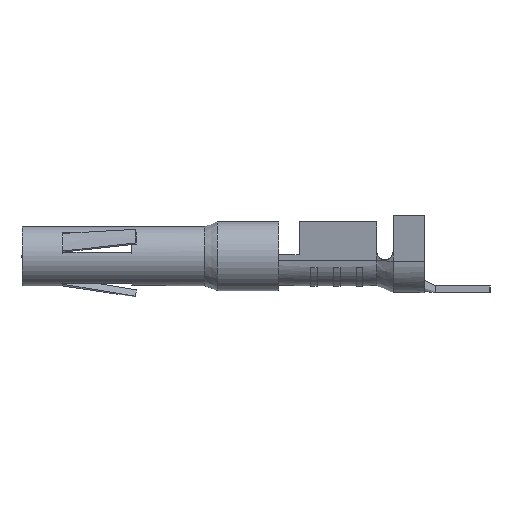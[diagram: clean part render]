
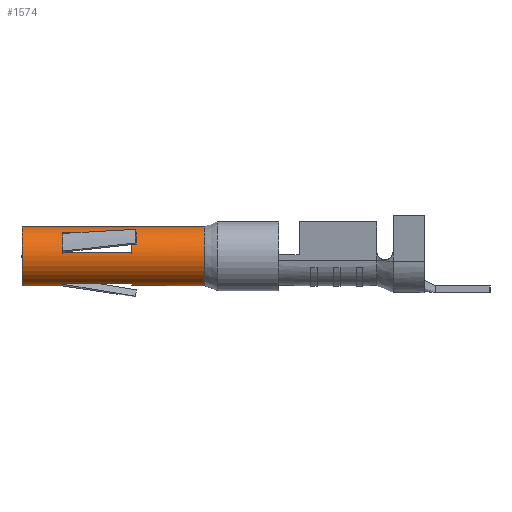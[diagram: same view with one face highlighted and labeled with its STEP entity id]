
A CAD part, left-side view. The second image highlights one B-rep face of the part: STEP entity #1574.
In plain terms, the highlighted cylindrical face has radius 1.3 mm (diameter 2.6 mm), a full revolution.
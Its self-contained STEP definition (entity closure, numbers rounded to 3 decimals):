
#61=FACE_BOUND('',#2563,.T.);
#62=FACE_BOUND('',#2564,.T.);
#63=FACE_BOUND('',#2565,.T.);
#64=FACE_BOUND('',#2566,.T.);
#65=FACE_BOUND('',#2567,.T.);
#205=CYLINDRICAL_SURFACE('',#6898,1.3);
#436=LINE('',#9802,#1042);
#439=LINE('',#9811,#1045);
#445=LINE('',#9832,#1051);
#447=LINE('',#9835,#1053);
#452=LINE('',#9850,#1058);
#455=LINE('',#9859,#1061);
#1042=VECTOR('',#7819,1.);
#1045=VECTOR('',#7830,1.);
#1051=VECTOR('',#7850,1.);
#1053=VECTOR('',#7854,1.);
#1058=VECTOR('',#7867,1.);
#1061=VECTOR('',#7878,1.);
#1574=ADVANCED_FACE('',(#61,#62,#63,#64,#65),#205,.T.);
#2563=EDGE_LOOP('',(#3657,#3658,#3659,#3660,#3661,#3662));
#2564=EDGE_LOOP('',(#3663,#3664,#3665,#3666,#3667,#3668));
#2565=EDGE_LOOP('',(#3669,#3670,#3671,#3672,#3673,#3674));
#2566=EDGE_LOOP('',(#3675));
#2567=EDGE_LOOP('',(#3676));
#2895=CIRCLE('',#6831,1.3);
#2899=CIRCLE('',#6840,1.3);
#2903=CIRCLE('',#6849,1.3);
#2906=CIRCLE('',#6854,1.3);
#2907=CIRCLE('',#6857,1.3);
#2909=CIRCLE('',#6861,1.3);
#2912=CIRCLE('',#6865,1.3);
#2914=CIRCLE('',#6870,1.3);
#2915=CIRCLE('',#6873,1.3);
#2920=CIRCLE('',#6882,1.3);
#2923=CIRCLE('',#6886,1.3);
#2928=CIRCLE('',#6895,1.3);
#2929=CIRCLE('',#6896,1.3);
#2930=CIRCLE('',#6897,1.3);
#3657=ORIENTED_EDGE('',*,*,#5899,.T.);
#3658=ORIENTED_EDGE('',*,*,#5878,.T.);
#3659=ORIENTED_EDGE('',*,*,#5939,.T.);
#3660=ORIENTED_EDGE('',*,*,#5903,.T.);
#3661=ORIENTED_EDGE('',*,*,#5895,.T.);
#3662=ORIENTED_EDGE('',*,*,#5898,.T.);
#3663=ORIENTED_EDGE('',*,*,#5910,.T.);
#3664=ORIENTED_EDGE('',*,*,#5915,.T.);
#3665=ORIENTED_EDGE('',*,*,#5904,.T.);
#3666=ORIENTED_EDGE('',*,*,#5866,.T.);
#3667=ORIENTED_EDGE('',*,*,#5940,.T.);
#3668=ORIENTED_EDGE('',*,*,#5913,.T.);
#3669=ORIENTED_EDGE('',*,*,#5923,.T.);
#3670=ORIENTED_EDGE('',*,*,#5890,.F.);
#3671=ORIENTED_EDGE('',*,*,#5941,.T.);
#3672=ORIENTED_EDGE('',*,*,#5927,.T.);
#3673=ORIENTED_EDGE('',*,*,#5919,.T.);
#3674=ORIENTED_EDGE('',*,*,#5922,.T.);
#3675=ORIENTED_EDGE('',*,*,#5934,.F.);
#3676=ORIENTED_EDGE('',*,*,#5931,.T.);
#5155=VERTEX_POINT('',#9655);
#5160=VERTEX_POINT('',#9678);
#5163=VERTEX_POINT('',#9704);
#5168=VERTEX_POINT('',#9727);
#5171=VERTEX_POINT('',#9753);
#5176=VERTEX_POINT('',#9776);
#5177=VERTEX_POINT('',#9790);
#5180=VERTEX_POINT('',#9795);
#5182=VERTEX_POINT('',#9801);
#5183=VERTEX_POINT('',#9808);
#5185=VERTEX_POINT('',#9814);
#5187=VERTEX_POINT('',#9820);
#5190=VERTEX_POINT('',#9825);
#5191=VERTEX_POINT('',#9829);
#5194=VERTEX_POINT('',#9839);
#5196=VERTEX_POINT('',#9843);
#5198=VERTEX_POINT('',#9849);
#5200=VERTEX_POINT('',#9857);
#5203=VERTEX_POINT('',#9869);
#5206=VERTEX_POINT('',#9876);
#5866=EDGE_CURVE('',#5155,#5160,#2895,.T.);
#5878=EDGE_CURVE('',#5163,#5168,#2899,.T.);
#5890=EDGE_CURVE('',#5176,#5171,#2903,.T.);
#5895=EDGE_CURVE('',#5177,#5180,#2906,.T.);
#5898=EDGE_CURVE('',#5180,#5182,#436,.T.);
#5899=EDGE_CURVE('',#5182,#5163,#2907,.T.);
#5903=EDGE_CURVE('',#5183,#5177,#439,.T.);
#5904=EDGE_CURVE('',#5185,#5155,#2909,.T.);
#5910=EDGE_CURVE('',#5187,#5190,#2912,.T.);
#5913=EDGE_CURVE('',#5191,#5187,#445,.T.);
#5915=EDGE_CURVE('',#5190,#5185,#447,.T.);
#5919=EDGE_CURVE('',#5194,#5196,#2914,.T.);
#5922=EDGE_CURVE('',#5196,#5198,#452,.T.);
#5923=EDGE_CURVE('',#5198,#5171,#2915,.T.);
#5927=EDGE_CURVE('',#5200,#5194,#455,.T.);
#5931=EDGE_CURVE('',#5203,#5203,#2920,.T.);
#5934=EDGE_CURVE('',#5206,#5206,#2923,.T.);
#5939=EDGE_CURVE('',#5168,#5183,#2928,.T.);
#5940=EDGE_CURVE('',#5160,#5191,#2929,.T.);
#5941=EDGE_CURVE('',#5176,#5200,#2930,.T.);
#6831=AXIS2_PLACEMENT_3D('',#9687,#7761,#7762);
#6840=AXIS2_PLACEMENT_3D('',#9736,#7781,#7782);
#6849=AXIS2_PLACEMENT_3D('',#9785,#7801,#7802);
#6854=AXIS2_PLACEMENT_3D('',#9796,#7813,#7814);
#6857=AXIS2_PLACEMENT_3D('',#9804,#7822,#7823);
#6861=AXIS2_PLACEMENT_3D('',#9813,#7833,#7834);
#6865=AXIS2_PLACEMENT_3D('',#9826,#7844,#7845);
#6870=AXIS2_PLACEMENT_3D('',#9844,#7861,#7862);
#6873=AXIS2_PLACEMENT_3D('',#9852,#7870,#7871);
#6882=AXIS2_PLACEMENT_3D('',#9868,#7891,#7892);
#6886=AXIS2_PLACEMENT_3D('',#9875,#7899,#7900);
#6895=AXIS2_PLACEMENT_3D('',#9886,#7917,#7918);
#6896=AXIS2_PLACEMENT_3D('',#9887,#7919,#7920);
#6897=AXIS2_PLACEMENT_3D('',#9888,#7921,#7922);
#6898=AXIS2_PLACEMENT_3D('',#9889,#7923,#7924);
#7761=DIRECTION('',(0.,1.,0.));
#7762=DIRECTION('',(0.,0.,-1.));
#7781=DIRECTION('',(0.,1.,0.));
#7782=DIRECTION('',(0.,0.,-1.));
#7801=DIRECTION('',(0.,-1.,0.));
#7802=DIRECTION('',(0.,0.,-1.));
#7813=DIRECTION('',(0.,-1.,0.));
#7814=DIRECTION('',(0.,0.,1.));
#7819=DIRECTION('',(0.,1.,0.));
#7822=DIRECTION('',(0.,1.,0.));
#7823=DIRECTION('',(0.,0.,-1.));
#7830=DIRECTION('',(0.,-1.,0.));
#7833=DIRECTION('',(0.,1.,0.));
#7834=DIRECTION('',(0.,0.,-1.));
#7844=DIRECTION('',(0.,-1.,0.));
#7845=DIRECTION('',(0.,0.,1.));
#7850=DIRECTION('',(0.,-1.,0.));
#7854=DIRECTION('',(0.,1.,0.));
#7861=DIRECTION('',(0.,-1.,0.));
#7862=DIRECTION('',(0.,0.,1.));
#7867=DIRECTION('',(0.,1.,0.));
#7870=DIRECTION('',(0.,1.,0.));
#7871=DIRECTION('',(0.,0.,-1.));
#7878=DIRECTION('',(0.,-1.,0.));
#7891=DIRECTION('',(0.,-1.,0.));
#7892=DIRECTION('',(1.,0.,0.));
#7899=DIRECTION('',(0.,-1.,0.));
#7900=DIRECTION('',(1.,0.,0.));
#7917=DIRECTION('',(0.,1.,0.));
#7918=DIRECTION('',(0.,0.,-1.));
#7919=DIRECTION('',(0.,1.,0.));
#7920=DIRECTION('',(0.,0.,-1.));
#7921=DIRECTION('',(0.,1.,0.));
#7922=DIRECTION('',(0.,0.,-1.));
#7923=DIRECTION('',(0.,-1.,0.));
#7924=DIRECTION('',(1.,0.,0.));
#9655=CARTESIAN_POINT('',(0.836,-10.786,0.996));
#9678=CARTESIAN_POINT('',(1.28,-10.786,0.226));
#9687=CARTESIAN_POINT('',(0.,-10.786,0.));
#9704=CARTESIAN_POINT('',(-1.28,-10.786,0.226));
#9727=CARTESIAN_POINT('',(-0.836,-10.786,0.996));
#9736=CARTESIAN_POINT('',(0.,-10.786,0.));
#9753=CARTESIAN_POINT('',(0.445,-10.786,-1.222));
#9776=CARTESIAN_POINT('',(-0.445,-10.786,-1.222));
#9785=CARTESIAN_POINT('',(0.,-10.786,0.));
#9790=CARTESIAN_POINT('',(-0.789,-13.786,1.033));
#9795=CARTESIAN_POINT('',(-1.289,-13.786,0.167));
#9796=CARTESIAN_POINT('',(0.,-13.786,0.));
#9801=CARTESIAN_POINT('',(-1.289,-10.786,0.167));
#9802=CARTESIAN_POINT('',(-1.289,0.,0.167));
#9804=CARTESIAN_POINT('',(0.,-10.786,0.));
#9808=CARTESIAN_POINT('',(-0.789,-10.786,1.033));
#9811=CARTESIAN_POINT('',(-0.789,0.,1.033));
#9813=CARTESIAN_POINT('',(0.,-10.786,0.));
#9814=CARTESIAN_POINT('',(0.789,-10.786,1.033));
#9820=CARTESIAN_POINT('',(1.289,-13.786,0.167));
#9825=CARTESIAN_POINT('',(0.789,-13.786,1.033));
#9826=CARTESIAN_POINT('',(0.,-13.786,0.));
#9829=CARTESIAN_POINT('',(1.289,-10.786,0.167));
#9832=CARTESIAN_POINT('',(1.289,0.,0.167));
#9835=CARTESIAN_POINT('',(0.789,0.,1.033));
#9839=CARTESIAN_POINT('',(-0.5,-13.786,-1.2));
#9843=CARTESIAN_POINT('',(0.5,-13.786,-1.2));
#9844=CARTESIAN_POINT('',(0.,-13.786,0.));
#9849=CARTESIAN_POINT('',(0.5,-10.786,-1.2));
#9850=CARTESIAN_POINT('',(0.5,0.,-1.2));
#9852=CARTESIAN_POINT('',(0.,-10.786,0.));
#9857=CARTESIAN_POINT('',(-0.5,-10.786,-1.2));
#9859=CARTESIAN_POINT('',(-0.5,0.,-1.2));
#9868=CARTESIAN_POINT('',(0.,-9.,0.));
#9869=CARTESIAN_POINT('',(1.3,-9.,0.));
#9875=CARTESIAN_POINT('',(0.,-16.964,0.));
#9876=CARTESIAN_POINT('',(1.3,-16.964,0.));
#9886=CARTESIAN_POINT('',(0.,-10.786,0.));
#9887=CARTESIAN_POINT('',(0.,-10.786,0.));
#9888=CARTESIAN_POINT('',(0.,-10.786,0.));
#9889=CARTESIAN_POINT('',(0.,0.,0.));
